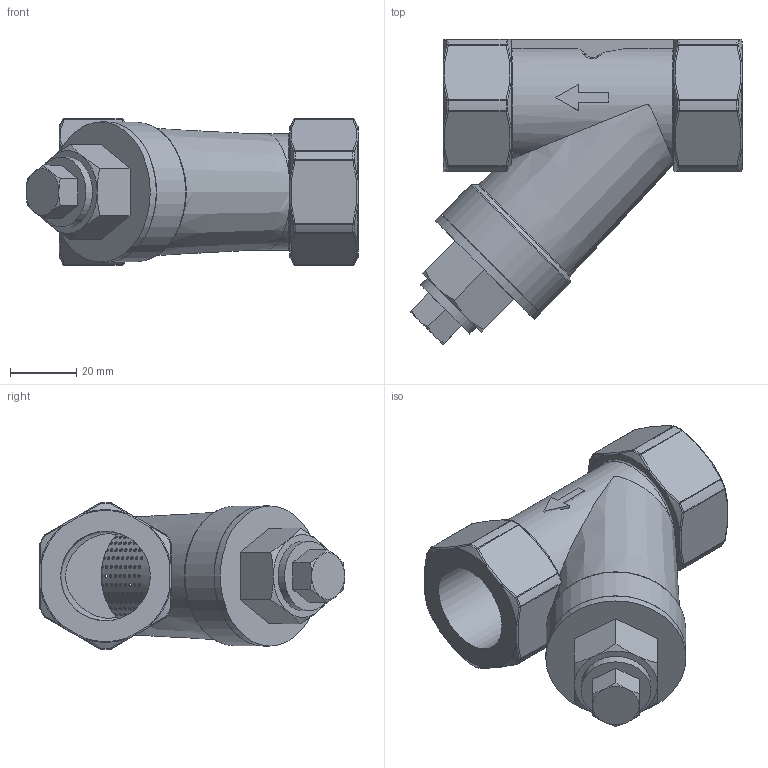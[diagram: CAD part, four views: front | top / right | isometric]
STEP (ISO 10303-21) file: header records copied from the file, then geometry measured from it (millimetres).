
FILE_DESCRIPTION(/* description */ ('Unknown'),/* implementation_level */ '2;1');
FILE_NAME(/* name */ 'YS-800-DN25',/* time_stamp */ '2021-12-07T11:17:20+08:00',/* author */ ('Unknown'),/* organization */ ('Unknown'),/* preprocessor_version */ 'ST-DEVELOPER v16.7',/* originating_system */ 'DEX',/* authorisation */ $);
FILE_SCHEMA (('TECHNICAL_DATA_PACKAGING','AUTOMOTIVE_DESIGN {1 0 10303 214 3 1 1}'));
Length unit declared in the file: millimetre
Products named in the file (2): YS-800-DN25; YS-800 Y-Strainers - Thread End - PN40 - DN25 1
Assembly tree (1 placements, depth 2):
  YS-800-DN25
    YS-800 Y-Strainers - Thread End - PN40 - DN25 1
Bounding box: 100 x 91.9 x 44.19 mm (x, y, z)
Volume: 89369.7 mm3; surface area: 41252 mm2
Topology: 2 solids, 2 shells, 687 faces, 2133 edges, 1399 vertices
Faces by surface type: cylinder 395, sphere 88, bspline 57, plane 56, torus 53, cone 38
Full cylindrical faces by diameter (mm): 1 x320, 21 x1, 25 x1, 27 x2, 27.2 x1, 28 x1, 30 x1, 40 x1, 42 x1, 42.2 x1
Entity records: 26611 total; most frequent: CARTESIAN_POINT 11753, ORIENTED_EDGE 2808, DIRECTION 2251, EDGE_LOOP 1672, FACE_BOUND 1672, EDGE_CURVE 1404, VERTEX_POINT 1064, AXIS2_PLACEMENT_3D 1045
